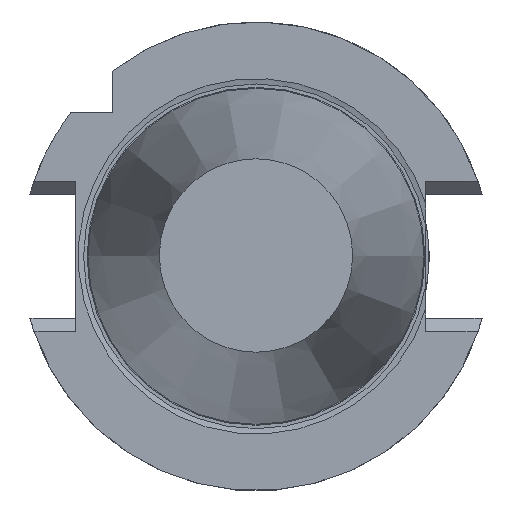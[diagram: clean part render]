
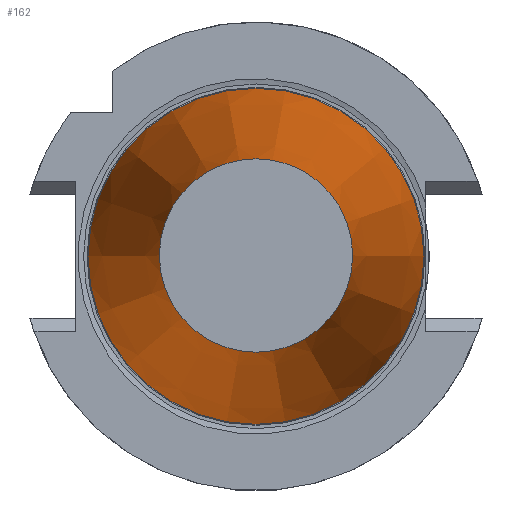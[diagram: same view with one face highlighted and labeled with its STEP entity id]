
A CAD part, top view. The second image highlights one B-rep face of the part: STEP entity #162.
In plain terms, the highlighted conical face has half-angle 8.298 degrees and reference radius 20.107 mm.
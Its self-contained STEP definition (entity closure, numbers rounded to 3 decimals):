
#135=CONICAL_SURFACE('',#933,20.107,8.298);
#148=FACE_BOUND('',#273,.T.);
#149=FACE_BOUND('',#274,.T.);
#162=ADVANCED_FACE('CU_FL_CO_SU_1',(#148,#149),#135,.T.);
#273=EDGE_LOOP('',(#468));
#274=EDGE_LOOP('',(#469));
#468=ORIENTED_EDGE('',*,*,#783,.T.);
#469=ORIENTED_EDGE('',*,*,#781,.F.);
#700=VERTEX_POINT('',#1274);
#702=VERTEX_POINT('',#1280);
#781=EDGE_CURVE('',#700,#700,#890,.T.);
#783=EDGE_CURVE('',#702,#702,#892,.T.);
#890=CIRCLE('',#927,34.925);
#892=CIRCLE('',#931,20.107);
#927=AXIS2_PLACEMENT_3D('',#1273,#1029,#1030);
#931=AXIS2_PLACEMENT_3D('',#1279,#1037,#1038);
#933=AXIS2_PLACEMENT_3D('',#1282,#1041,#1042);
#1029=DIRECTION('',(0.0,0.0,-1.0));
#1030=DIRECTION('',(-1.0,0.0,0.0));
#1037=DIRECTION('',(0.0,0.0,-1.0));
#1038=DIRECTION('',(-1.0,0.0,0.0));
#1041=DIRECTION('',(0.0,0.0,-1.0));
#1042=DIRECTION('',(-1.0,0.0,0.));
#1273=CARTESIAN_POINT('',(0.0,0.0,0.0));
#1274=CARTESIAN_POINT('',(-34.925,0.0,0.0));
#1279=CARTESIAN_POINT('',(0.0,0.0,101.6));
#1280=CARTESIAN_POINT('',(-20.107,0.0,101.6));
#1282=CARTESIAN_POINT('',(0.0,0.0,101.6));
